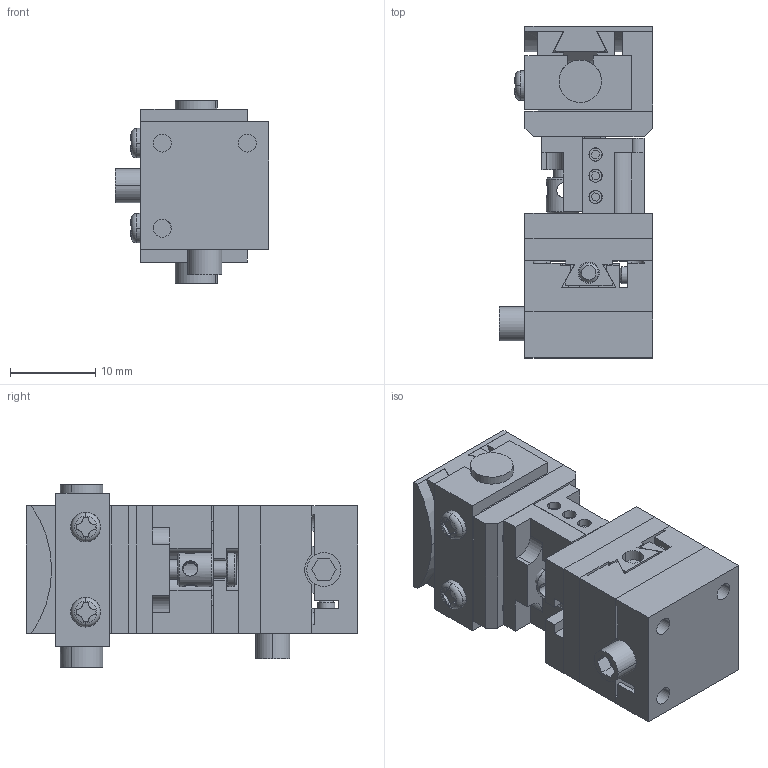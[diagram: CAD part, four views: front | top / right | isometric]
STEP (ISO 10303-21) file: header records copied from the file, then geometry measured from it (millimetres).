
FILE_DESCRIPTION (( 'STEP AP214' ), '1' );
FILE_NAME ('5 Axis - XYZ – TipTilt.STEP', '2023-12-06T16:48:48', ( '' ), ( '' ), 'SwSTEP 2.0', 'SolidWorks 2023', '' );
FILE_SCHEMA (( 'AUTOMOTIVE_DESIGN' ));
Length unit declared in the file: millimetre
Products named in the file (28): 5 Axis - XYZ – TipTilt; TASB-152; GOH-15A10; HS_M2×3^TASB-152-C1-P01_TASB-152(2)_TASB-152; HS_M2×2^TASB-153-C1-P01_TASB-153(2)_TASB-153; TASB-153-01A^TASB-153-C1-P01_TASB-153(2)_TASB-153; TASB-153-04^TASB-153-C1-P02_TASB-153(2)_TASB-153; GOH-15A10(2)^GOH-15A10; TASB-153-02^TASB-153-C1-P02_TASB-153(2)_TASB-153; JNS_M2×4^TASB-153-C1-P01_TASB-153(2)_TASB-153; TASB-152-C1-P02^TASB-152(2)_TASB-152; TASB-152-C1-P01^TASB-152(2)_TASB-152; TASB-153(2)^TASB-153; TASB-153-05^TASB-153(2)_TASB-153; TASB-153-03A^TASB-153-C1-P01_TASB-153(2)_TASB-153; TASB-153-C1-P02^TASB-153(2)_TASB-153; TASB-153; HS_M2×3^TASB-152-C1-P02_TASB-152(2)_TASB-152; TASB-152(2)^TASB-152; TASB-151-01^TASB-152-C1-P02_TASB-152(2)_TASB-152; GOH-0-C1-S01^GOH-15A10(2)_GOH-15A10; TASB-151-02^TASB-152(2)_TASB-152; TASB-152-01^TASB-152-C1-P01_TASB-152(2)_TASB-152; TASB-151-03^TASB-152-C1-P02_TASB-152(2)_TASB-152; TASB-153-C1-P01^TASB-153(2)_TASB-153; TASB-151-03^TASB-152-C1-P01_TASB-152(2)_TASB-152; JNS_M2×4^TASB-153-C1-P02_TASB-153(2)_TASB-153; GOH-0-01^GOH-15A10(2)_GOH-15A10
Assembly tree (35 placements, depth 5):
  5 Axis - XYZ – TipTilt
    TASB-152
      TASB-152(2)^TASB-152
        TASB-152-C1-P02^TASB-152(2)_TASB-152
          TASB-151-01^TASB-152-C1-P02_TASB-152(2)_TASB-152
          TASB-151-03^TASB-152-C1-P02_TASB-152(2)_TASB-152
          HS_M2×3^TASB-152-C1-P02_TASB-152(2)_TASB-152  x3
        TASB-152-C1-P01^TASB-152(2)_TASB-152
          TASB-152-01^TASB-152-C1-P01_TASB-152(2)_TASB-152
          TASB-151-03^TASB-152-C1-P01_TASB-152(2)_TASB-152
          HS_M2×3^TASB-152-C1-P01_TASB-152(2)_TASB-152  x3
        TASB-151-02^TASB-152(2)_TASB-152
    TASB-153
      TASB-153(2)^TASB-153
        TASB-153-C1-P01^TASB-153(2)_TASB-153
          TASB-153-03A^TASB-153-C1-P01_TASB-153(2)_TASB-153
          TASB-153-01A^TASB-153-C1-P01_TASB-153(2)_TASB-153
          HS_M2×2^TASB-153-C1-P01_TASB-153(2)_TASB-153  x3
          JNS_M2×4^TASB-153-C1-P01_TASB-153(2)_TASB-153  x2
        TASB-153-C1-P02^TASB-153(2)_TASB-153
          TASB-153-04^TASB-153-C1-P02_TASB-153(2)_TASB-153
          TASB-153-02^TASB-153-C1-P02_TASB-153(2)_TASB-153
          JNS_M2×4^TASB-153-C1-P02_TASB-153(2)_TASB-153  x2
        TASB-153-05^TASB-153(2)_TASB-153
    GOH-15A10
      GOH-15A10(2)^GOH-15A10
        GOH-0-C1-S01^GOH-15A10(2)_GOH-15A10
        GOH-0-01^GOH-15A10(2)_GOH-15A10
Bounding box: 18 x 39 x 21.5 mm (x, y, z)
Volume: 7019.9 mm3; surface area: 9471.2 mm2
Topology: 25 solids, 27 shells, 848 faces, 2146 edges, 1383 vertices
Faces by surface type: plane 410, cylinder 164, bspline 148, cone 102, torus 12, sphere 12
Entity records: 25544 total; most frequent: CARTESIAN_POINT 7550, ORIENTED_EDGE 3688, DIRECTION 3456, EDGE_CURVE 1844, AXIS2_PLACEMENT_3D 1230, VERTEX_POINT 1199, VECTOR 996, LINE 996
